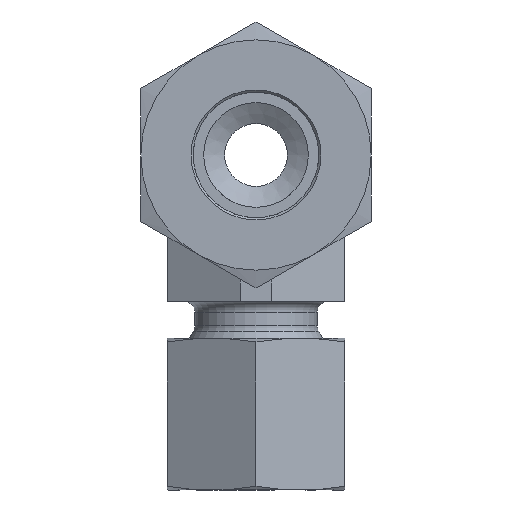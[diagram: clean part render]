
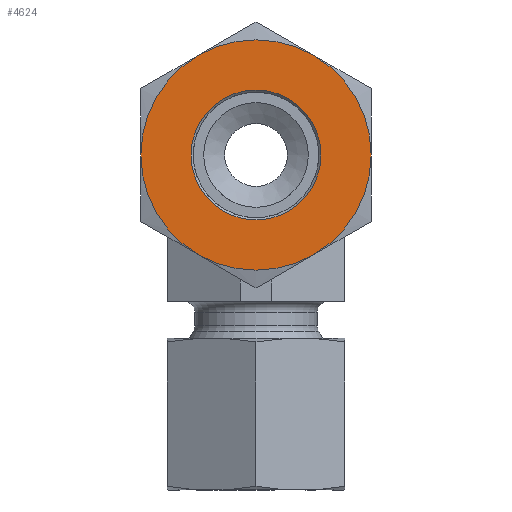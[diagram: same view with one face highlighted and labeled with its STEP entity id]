
A CAD part, front view. The second image highlights one B-rep face of the part: STEP entity #4624.
In plain terms, the highlighted face is planar.
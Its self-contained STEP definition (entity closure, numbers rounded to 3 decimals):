
#4528=CARTESIAN_POINT('',(6.2,0.,15.5));
#4529=VERTEX_POINT('',#4528);
#4530=CARTESIAN_POINT('',(0.0,0.0,15.5));
#4531=DIRECTION('',(0.0,0.0,1.0));
#4532=DIRECTION('',(-1.0,0.0,0.0));
#4533=AXIS2_PLACEMENT_3D('',#4530,#4531,#4532);
#4534=CIRCLE('',#4533,6.2);
#4535=EDGE_CURVE('',#4529,#4529,#4534,.T.);
#4560=CARTESIAN_POINT('',(0.,0.0,15.5));
#4561=DIRECTION('',(0.0,0.0,1.0));
#4562=DIRECTION('',(1.0,0.0,0.0));
#4563=AXIS2_PLACEMENT_3D('',#4560,#4561,#4562);
#4564=PLANE('',#4563);
#4565=CARTESIAN_POINT('',(-5.5,-9.526,15.5));
#4566=VERTEX_POINT('',#4565);
#4567=CARTESIAN_POINT('',(5.5,-9.526,15.5));
#4568=VERTEX_POINT('',#4567);
#4569=CARTESIAN_POINT('',(0.0,0.0,15.5));
#4570=DIRECTION('',(0.0,0.0,1.0));
#4571=DIRECTION('',(-0.5,-0.866,0.0));
#4572=AXIS2_PLACEMENT_3D('',#4569,#4570,#4571);
#4573=CIRCLE('',#4572,11.);
#4574=EDGE_CURVE('',#4566,#4568,#4573,.T.);
#4575=ORIENTED_EDGE('',*,*,#4574,.T.);
#4576=CARTESIAN_POINT('',(11.,0.,15.5));
#4577=VERTEX_POINT('',#4576);
#4578=CARTESIAN_POINT('',(0.0,0.0,15.5));
#4579=DIRECTION('',(0.0,0.0,1.0));
#4580=DIRECTION('',(-0.5,-0.866,0.0));
#4581=AXIS2_PLACEMENT_3D('',#4578,#4579,#4580);
#4582=CIRCLE('',#4581,11.);
#4583=EDGE_CURVE('',#4568,#4577,#4582,.T.);
#4584=ORIENTED_EDGE('',*,*,#4583,.T.);
#4585=CARTESIAN_POINT('',(5.5,9.526,15.5));
#4586=VERTEX_POINT('',#4585);
#4587=CARTESIAN_POINT('',(0.0,0.0,15.5));
#4588=DIRECTION('',(0.0,0.0,1.0));
#4589=DIRECTION('',(-0.5,-0.866,0.0));
#4590=AXIS2_PLACEMENT_3D('',#4587,#4588,#4589);
#4591=CIRCLE('',#4590,11.);
#4592=EDGE_CURVE('',#4577,#4586,#4591,.T.);
#4593=ORIENTED_EDGE('',*,*,#4592,.T.);
#4594=CARTESIAN_POINT('',(-5.5,9.526,15.5));
#4595=VERTEX_POINT('',#4594);
#4596=CARTESIAN_POINT('',(0.0,0.0,15.5));
#4597=DIRECTION('',(0.0,0.0,1.0));
#4598=DIRECTION('',(-0.5,-0.866,0.0));
#4599=AXIS2_PLACEMENT_3D('',#4596,#4597,#4598);
#4600=CIRCLE('',#4599,11.);
#4601=EDGE_CURVE('',#4586,#4595,#4600,.T.);
#4602=ORIENTED_EDGE('',*,*,#4601,.T.);
#4603=CARTESIAN_POINT('',(-11.0,0.0,15.5));
#4604=VERTEX_POINT('',#4603);
#4605=CARTESIAN_POINT('',(0.0,0.0,15.5));
#4606=DIRECTION('',(0.0,0.0,1.0));
#4607=DIRECTION('',(-0.5,-0.866,0.0));
#4608=AXIS2_PLACEMENT_3D('',#4605,#4606,#4607);
#4609=CIRCLE('',#4608,11.);
#4610=EDGE_CURVE('',#4595,#4604,#4609,.T.);
#4611=ORIENTED_EDGE('',*,*,#4610,.T.);
#4612=CARTESIAN_POINT('',(0.0,0.0,15.5));
#4613=DIRECTION('',(0.0,0.0,1.0));
#4614=DIRECTION('',(-0.5,-0.866,0.0));
#4615=AXIS2_PLACEMENT_3D('',#4612,#4613,#4614);
#4616=CIRCLE('',#4615,11.);
#4617=EDGE_CURVE('',#4604,#4566,#4616,.T.);
#4618=ORIENTED_EDGE('',*,*,#4617,.T.);
#4619=EDGE_LOOP('',(#4575,#4584,#4593,#4602,#4611,#4618));
#4620=FACE_OUTER_BOUND('',#4619,.T.);
#4621=ORIENTED_EDGE('',*,*,#4535,.F.);
#4622=EDGE_LOOP('',(#4621));
#4623=FACE_BOUND('',#4622,.T.);
#4624=ADVANCED_FACE('',(#4620,#4623),#4564,.T.);
